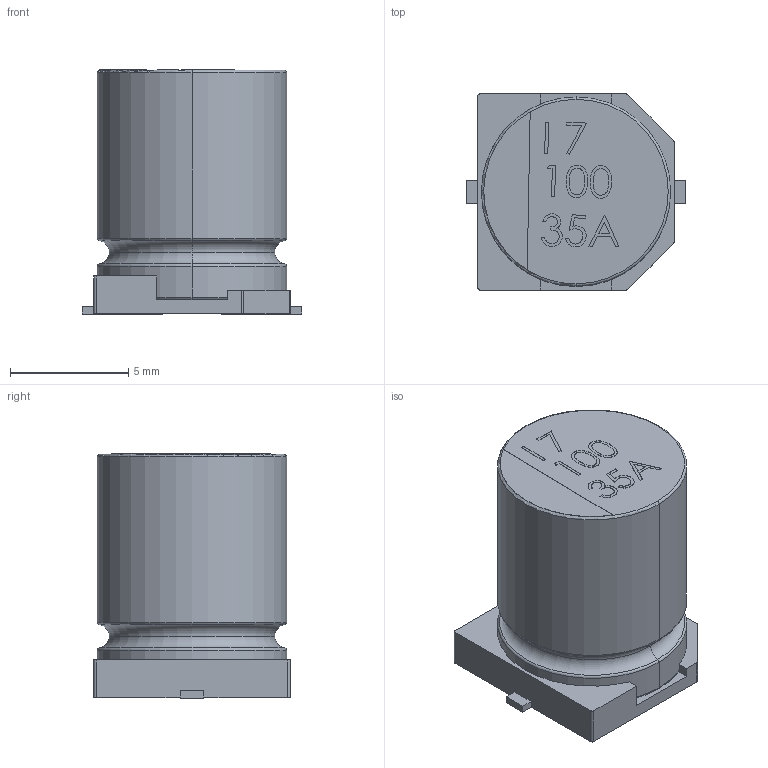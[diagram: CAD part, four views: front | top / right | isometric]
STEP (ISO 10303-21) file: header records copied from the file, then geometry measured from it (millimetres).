
FILE_DESCRIPTION (( 'STEP AP214' ), '1' );
FILE_NAME ('User Library-8x10,5F.STEP', '2019-02-25T09:28:25', ( '' ), ( '' ), 'SwSTEP 2.0', 'SolidWorks 2019', '' );
FILE_SCHEMA (( 'AUTOMOTIVE_DESIGN' ));
Length unit declared in the file: millimetre
Products named in the file (1): User Library-8x10,5F
Bounding box: 9.3 x 8.3 x 10.32 mm (x, y, z)
Surface area: 523.4 mm2 (no closed solid volume)
Topology: 0 solids, 2 shells, 135 faces, 384 edges, 250 vertices
Faces by surface type: plane 68, bspline 40, cylinder 15, torus 12
Entity records: 8416 total; most frequent: CARTESIAN_POINT 3642, ORIENTED_EDGE 720, DIRECTION 557, EDGE_CURVE 384, VERTEX_POINT 250, LINE 243, VECTOR 243, AXIS2_PLACEMENT_3D 157
